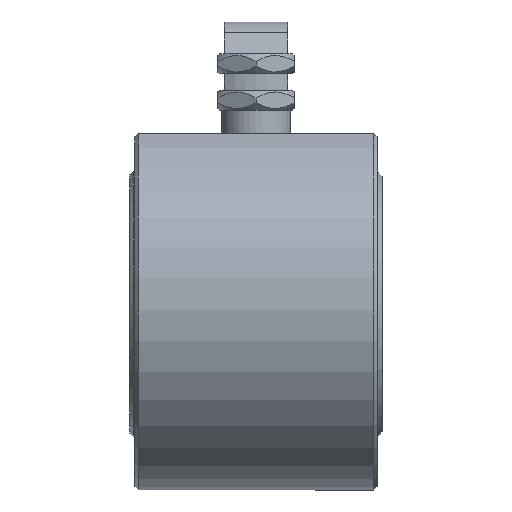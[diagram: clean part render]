
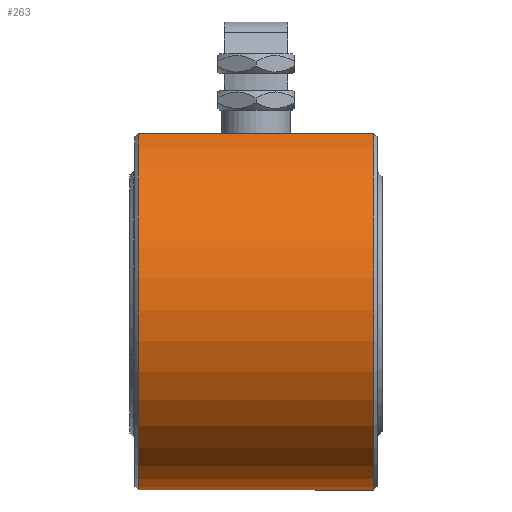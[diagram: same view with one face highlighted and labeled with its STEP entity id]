
A CAD part, left-side view. The second image highlights one B-rep face of the part: STEP entity #263.
In plain terms, the highlighted cylindrical face has radius 112 mm (diameter 224 mm), a partial arc.
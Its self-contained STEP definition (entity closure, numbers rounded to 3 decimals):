
#263 = ADVANCED_FACE( '', ( #697 ), #698, .T. );
#697 = FACE_OUTER_BOUND( '', #1386, .T. );
#698 = CYLINDRICAL_SURFACE( '', #1387, 112. );
#1386 = EDGE_LOOP( '', ( #2173, #2174, #2175, #2176 ) );
#1387 = AXIS2_PLACEMENT_3D( '', #2177, #2178, #2179 );
#2173 = ORIENTED_EDGE( '', *, *, #3505, .T. );
#2174 = ORIENTED_EDGE( '', *, *, #3506, .T. );
#2175 = ORIENTED_EDGE( '', *, *, #3507, .T. );
#2176 = ORIENTED_EDGE( '', *, *, #3508, .T. );
#2177 = CARTESIAN_POINT( '', ( 0., 149., 0. ) );
#2178 = DIRECTION( '', ( 0., 1., 0. ) );
#2179 = DIRECTION( '', ( 1., 0., 0. ) );
#3505 = EDGE_CURVE( '', #4114, #4115, #4116, .F. );
#3506 = EDGE_CURVE( '', #4115, #4117, #4118, .F. );
#3507 = EDGE_CURVE( '', #4117, #4119, #4120, .F. );
#3508 = EDGE_CURVE( '', #4119, #4114, #4121, .T. );
#4114 = VERTEX_POINT( '', #5370 );
#4115 = VERTEX_POINT( '', #5371 );
#4116 = CIRCLE( '', #5372, 112. );
#4117 = VERTEX_POINT( '', #5373 );
#4118 = LINE( '', #5374, #5375 );
#4119 = VERTEX_POINT( '', #5376 );
#4120 = CIRCLE( '', #5377, 112. );
#4121 = LINE( '', #5378, #5379 );
#5370 = CARTESIAN_POINT( '', ( 43.989, 5., 103. ) );
#5371 = CARTESIAN_POINT( '', ( -43.989, 5., 103. ) );
#5372 = AXIS2_PLACEMENT_3D( '', #7053, #7054, #7055 );
#5373 = CARTESIAN_POINT( '', ( -43.989, 147., 103. ) );
#5374 = CARTESIAN_POINT( '', ( -43.989, 149., 103. ) );
#5375 = VECTOR( '', #7056, 1000. );
#5376 = CARTESIAN_POINT( '', ( 43.989, 147., 103. ) );
#5377 = AXIS2_PLACEMENT_3D( '', #7057, #7058, #7059 );
#5378 = CARTESIAN_POINT( '', ( 43.989, 149., 103. ) );
#5379 = VECTOR( '', #7060, 1000. );
#7053 = CARTESIAN_POINT( '', ( 0., 5., 0. ) );
#7054 = DIRECTION( '', ( 0., -1., 0. ) );
#7055 = DIRECTION( '', ( 0., 0., -1. ) );
#7056 = DIRECTION( '', ( 0., -1., 0. ) );
#7057 = CARTESIAN_POINT( '', ( 0., 147., 0. ) );
#7058 = DIRECTION( '', ( 0., 1., 0. ) );
#7059 = DIRECTION( '', ( 0., 0., 1. ) );
#7060 = DIRECTION( '', ( 0., -1., 0. ) );
